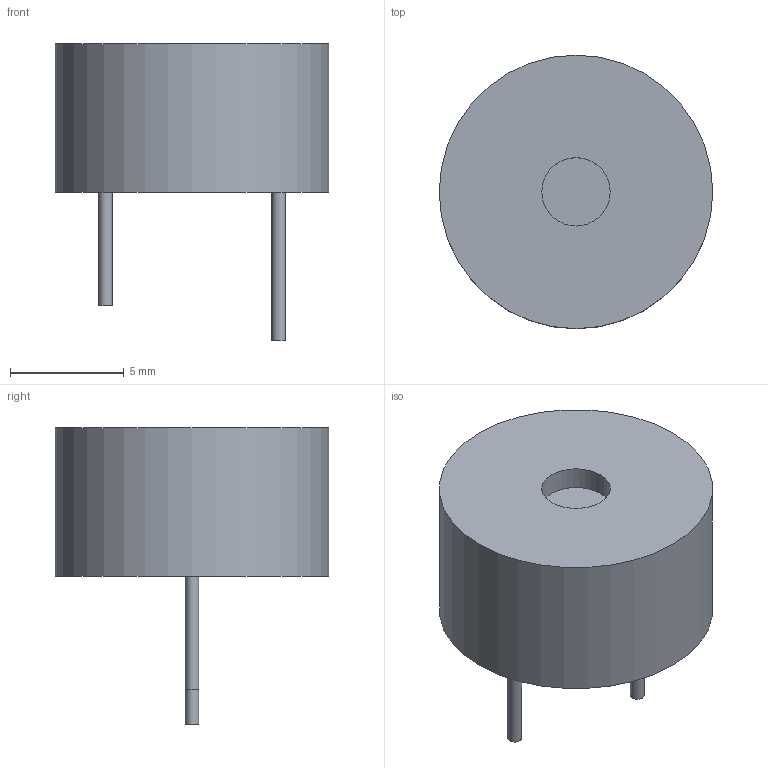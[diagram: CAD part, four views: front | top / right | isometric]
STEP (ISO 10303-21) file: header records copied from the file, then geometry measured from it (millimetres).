
FILE_DESCRIPTION(/* description */ (''),/* implementation_level */ '2;1');
FILE_NAME(/* name */ 'HNDZ_HMB1206-05.step',/* time_stamp */ '2022-02-28T13:12:21+08:00',/* author */ (''),/* organization */ (''),/* preprocessor_version */ 'ST-DEVELOPER v18.1',/* originating_system */ 'Autodesk Translation Framework v10.13.0.1454',/* authorisation */ '');
FILE_SCHEMA (('AUTOMOTIVE_DESIGN { 1 0 10303 214 3 1 1 }'));
Length unit declared in the file: millimetre
Products named in the file (1): HNDZ_HMB1206-05
Bounding box: 12 x 12 x 13 mm (x, y, z)
Volume: 731.3 mm3; surface area: 503.5 mm2
Topology: 3 solids, 3 shells, 11 faces, 12 edges, 8 vertices
Faces by surface type: plane 7, cylinder 4
Full cylindrical faces by diameter (mm): 0.6 x2, 3 x1, 12 x1
Entity records: 259 total; most frequent: DIRECTION 44, CARTESIAN_POINT 32, ORIENTED_EDGE 24, AXIS2_PLACEMENT_3D 20, EDGE_LOOP 12, EDGE_CURVE 12, FACE_OUTER_BOUND 11, ADVANCED_FACE 11
